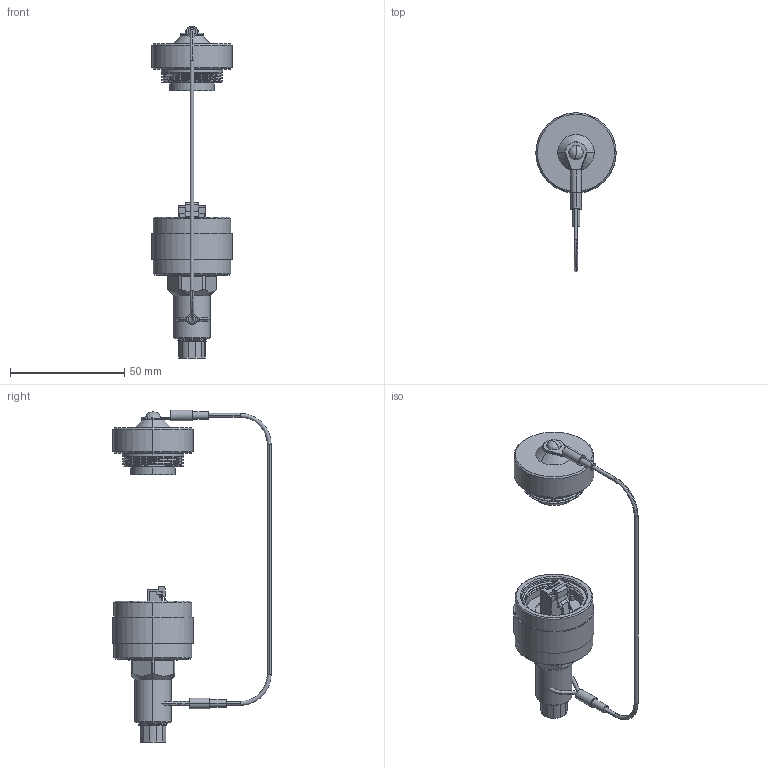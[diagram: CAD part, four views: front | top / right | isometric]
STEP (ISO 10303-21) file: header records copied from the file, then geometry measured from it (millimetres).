
FILE_DESCRIPTION (( 'STEP AP214' ), '1' );
FILE_NAME ('ECSA4219UA0_3D.STEP', '2023-04-21T18:56:05', ( '' ), ( '' ), 'SwSTEP 2.0', 'SolidWorks 2022', '' );
FILE_SCHEMA (( 'AUTOMOTIVE_DESIGN' ));
Length unit declared in the file: inch
Products named in the file (17): 3AB10-035-MA4; 1AD03-013-MA2; 3AB10-035-MA2; 1AD03-013-MA3; ECSA4219UA0_3D; ECRU4203U00_BEND LANYARD; 1AD03-013-MA1; ECRA0213UA0; 3AB10-035-MA3; 1AD03-013-MA4_crimped strain relief; 1AD03-013 tester_crimped; TDS8PC5-MA3; 3AB10-035; 3AB10-035-MA5; 3AB10-035-MA1; 3AB10-036-MA4; 3AB10-036
Assembly tree (23 placements, depth 3):
  ECSA4219UA0_3D
    ECRA0213UA0
      3AB10-035
      3AB10-035-MA1
      3AB10-035-MA2
      3AB10-035-MA3
      3AB10-035-MA4
      3AB10-035-MA5
    ECRU4203U00_BEND LANYARD
      3AB10-036
      3AB10-036-MA4
    1AD03-013 tester_crimped
      1AD03-013-MA3
      1AD03-013-MA2
      1AD03-013-MA1
      1AD03-013-MA4_crimped strain relief
      TDS8PC5-MA3  x8
Bounding box: 35.15 x 69.33 x 145.43 mm (x, y, z)
Volume: 32235.5 mm3; surface area: 28741.2 mm2
Topology: 23 solids, 23 shells, 957 faces, 2529 edges, 1598 vertices
Faces by surface type: plane 511, cylinder 321, cone 67, bspline 24, sphere 18, torus 16
Entity records: 33149 total; most frequent: CARTESIAN_POINT 12353, ORIENTED_EDGE 4182, DIRECTION 3998, EDGE_CURVE 2091, AXIS2_PLACEMENT_3D 1377, VERTEX_POINT 1316, LINE 1244, VECTOR 1244
